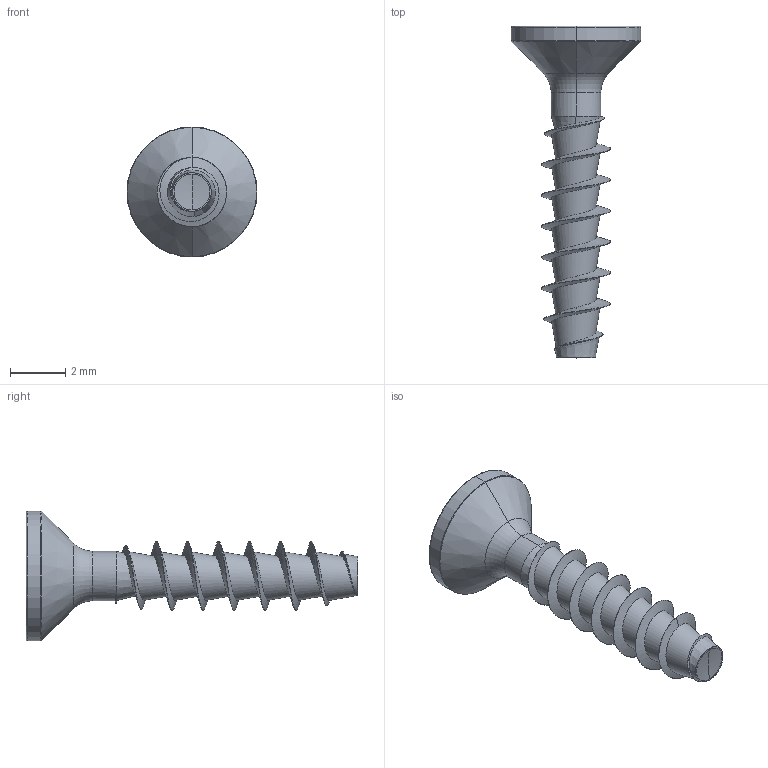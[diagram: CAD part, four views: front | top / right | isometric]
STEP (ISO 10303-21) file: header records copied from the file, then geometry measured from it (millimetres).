
FILE_DESCRIPTION (( 'STEP AP203' ), '1' );
FILE_NAME ('STP23A0250120.STEP', '2017-11-16T21:02:52', ( '' ), ( '' ), 'SwSTEP 2.0', 'SolidWorks 2015', '' );
FILE_SCHEMA (( 'CONFIG_CONTROL_DESIGN' ));
Length unit declared in the file: millimetre
Products named in the file (1): STP23A0250120
Bounding box: 4.7 x 12 x 4.7 mm (x, y, z)
Volume: 43.6 mm3; surface area: 138.6 mm2
Topology: 1 solids, 1 shells, 168 faces, 384 edges, 218 vertices
Faces by surface type: bspline 56, cylinder 46, plane 30, sphere 18, cone 12, torus 6
Entity records: 12980 total; most frequent: CARTESIAN_POINT 9629, ORIENTED_EDGE 764, DIRECTION 600, EDGE_CURVE 382, AXIS2_PLACEMENT_3D 243, VERTEX_POINT 218, EDGE_LOOP 170, ADVANCED_FACE 168
